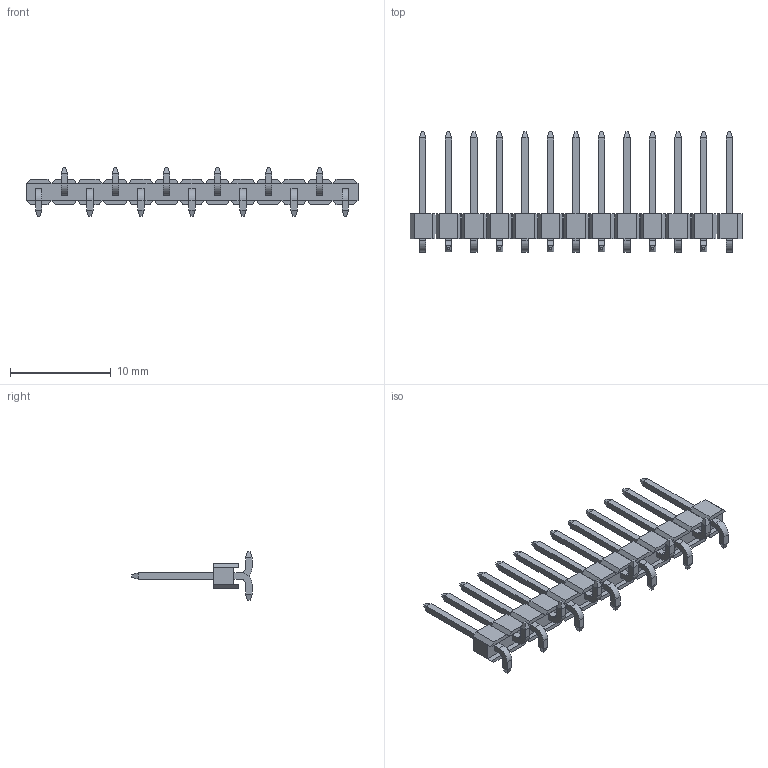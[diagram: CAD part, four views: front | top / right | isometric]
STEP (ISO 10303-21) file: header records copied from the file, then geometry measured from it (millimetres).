
FILE_DESCRIPTION((''),'2;1');
FILE_NAME('878981366','2014-03-05T',('me'),(''),'PRO/ENGINEER BY PARAMETRIC TECHNOLOGY CORPORATION, 2011490','PRO/ENGINEER BY PARAMETRIC TECHNOLOGY CORPORATION, 2011490','');
FILE_SCHEMA(('CONFIG_CONTROL_DESIGN'));
Length unit declared in the file: millimetre
Products named in the file (1): 878981366
Bounding box: 33.02 x 11.94 x 4.8 mm (x, y, z)
Volume: 226.3 mm3; surface area: 757.8 mm2
Topology: 1 solids, 1 shells, 492 faces, 1240 edges, 776 vertices
Faces by surface type: plane 466, cylinder 26
Entity records: 14184 total; most frequent: CARTESIAN_POINT 2457, ORIENTED_EDGE 2376, DIRECTION 2278, VECTOR 1188, LINE 1188, EDGE_CURVE 1188, VERTEX_POINT 724, AXIS2_PLACEMENT_3D 545
